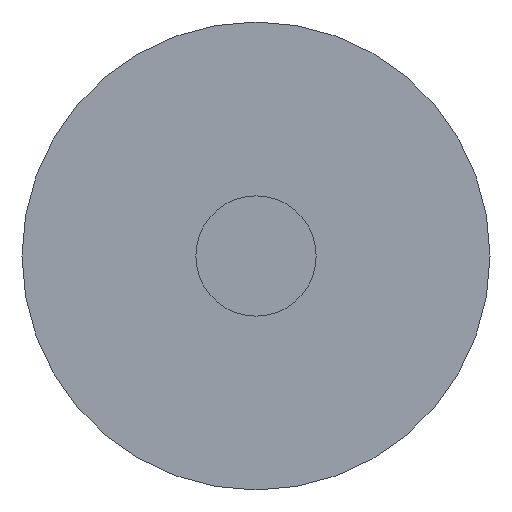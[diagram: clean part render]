
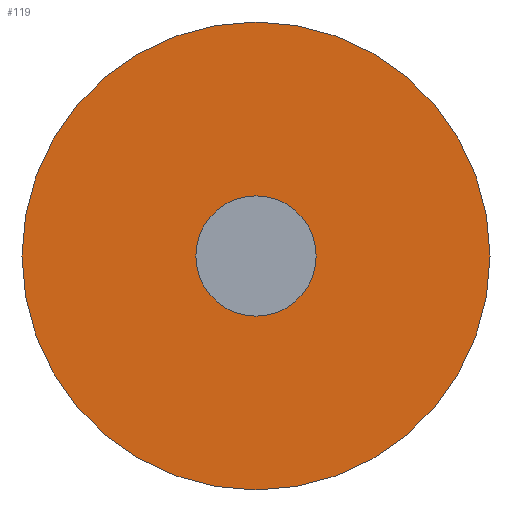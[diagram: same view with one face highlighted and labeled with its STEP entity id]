
A CAD part, front view. The second image highlights one B-rep face of the part: STEP entity #119.
In plain terms, the highlighted planar face has unit normal (0, -1, 0).
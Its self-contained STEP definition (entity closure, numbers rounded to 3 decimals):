
#51=FACE_BOUND('',#182,.T.);
#52=FACE_BOUND('',#183,.T.);
#86=CIRCLE('',#487,0.45);
#87=CIRCLE('',#489,1.75);
#119=ADVANCED_FACE('',(#51,#52),#146,.T.);
#146=PLANE('',#490);
#182=EDGE_LOOP('',(#259));
#183=EDGE_LOOP('',(#260));
#259=ORIENTED_EDGE('',*,*,#388,.T.);
#260=ORIENTED_EDGE('',*,*,#389,.T.);
#339=VERTEX_POINT('',#730);
#340=VERTEX_POINT('',#733);
#388=EDGE_CURVE('',#339,#339,#86,.T.);
#389=EDGE_CURVE('',#340,#340,#87,.T.);
#487=AXIS2_PLACEMENT_3D('',#729,#591,#592);
#489=AXIS2_PLACEMENT_3D('',#732,#595,#596);
#490=AXIS2_PLACEMENT_3D('',#734,#597,#598);
#591=DIRECTION('',(0.,1.,0.));
#592=DIRECTION('',(-1.,0.,0.));
#595=DIRECTION('',(0.,-1.,0.));
#596=DIRECTION('',(-1.,0.,0.));
#597=DIRECTION('',(0.,-1.,0.));
#598=DIRECTION('',(0.,0.,1.));
#729=CARTESIAN_POINT('',(0.5,0.,-13.95));
#730=CARTESIAN_POINT('',(0.05,0.,-13.95));
#732=CARTESIAN_POINT('',(0.5,0.,-13.95));
#733=CARTESIAN_POINT('',(-1.25,0.,-13.95));
#734=CARTESIAN_POINT('',(2.425,0.,-15.875));
